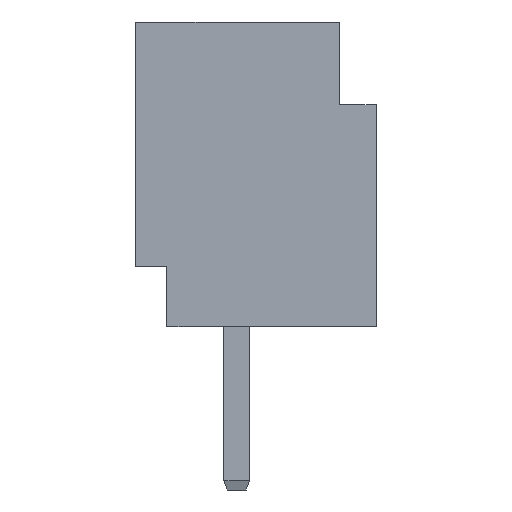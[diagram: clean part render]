
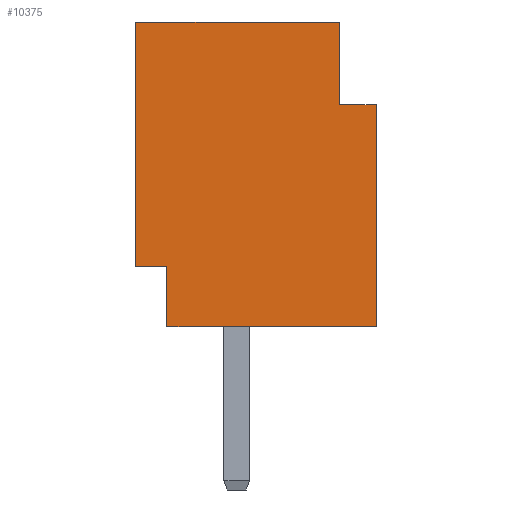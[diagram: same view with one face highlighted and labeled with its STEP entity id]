
A CAD part, left-side view. The second image highlights one B-rep face of the part: STEP entity #10375.
In plain terms, the highlighted planar face has unit normal (-1, 0, 0).
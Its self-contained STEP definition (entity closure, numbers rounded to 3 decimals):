
#479=ORIENTED_EDGE('',*,*,#2473,.T.);
#480=ORIENTED_EDGE('',*,*,#2559,.T.);
#481=ORIENTED_EDGE('',*,*,#2577,.T.);
#482=ORIENTED_EDGE('',*,*,#2578,.F.);
#483=ORIENTED_EDGE('',*,*,#2462,.F.);
#484=ORIENTED_EDGE('',*,*,#2570,.F.);
#485=ORIENTED_EDGE('',*,*,#2579,.F.);
#486=ORIENTED_EDGE('',*,*,#2580,.T.);
#2462=EDGE_CURVE('',#3516,#3517,#4184,.T.);
#2473=EDGE_CURVE('',#3527,#3526,#4195,.T.);
#2559=EDGE_CURVE('',#3526,#3608,#4281,.T.);
#2570=EDGE_CURVE('',#3616,#3516,#4292,.T.);
#2577=EDGE_CURVE('',#3608,#3621,#4299,.T.);
#2578=EDGE_CURVE('',#3517,#3621,#4300,.T.);
#2579=EDGE_CURVE('',#3622,#3616,#4301,.T.);
#2580=EDGE_CURVE('',#3622,#3527,#4302,.T.);
#3516=VERTEX_POINT('',#12909);
#3517=VERTEX_POINT('',#12911);
#3526=VERTEX_POINT('',#12932);
#3527=VERTEX_POINT('',#12934);
#3608=VERTEX_POINT('',#13103);
#3616=VERTEX_POINT('',#13125);
#3621=VERTEX_POINT('',#13140);
#3622=VERTEX_POINT('',#13143);
#4184=LINE('',#12910,#4974);
#4195=LINE('',#12933,#4985);
#4281=LINE('',#13104,#5071);
#4292=LINE('',#13126,#5082);
#4299=LINE('',#13139,#5089);
#4300=LINE('',#13141,#5090);
#4301=LINE('',#13142,#5091);
#4302=LINE('',#13144,#5092);
#4974=VECTOR('',#11276,1000.);
#4985=VECTOR('',#11291,1000.);
#5071=VECTOR('',#11383,1000.);
#5082=VECTOR('',#11400,1000.);
#5089=VECTOR('',#11411,1000.);
#5090=VECTOR('',#11412,1000.);
#5091=VECTOR('',#11413,1000.);
#5092=VECTOR('',#11414,1000.);
#5779=EDGE_LOOP('',(#479,#480,#481,#482,#483,#484,#485,#486));
#6279=FACE_BOUND('',#5779,.T.);
#6765=PLANE('',#10856);
#10375=ADVANCED_FACE('',(#6279),#6765,.T.);
#10856=AXIS2_PLACEMENT_3D('',#13138,#11409,#11410);
#11276=DIRECTION('',(0.,0.,-1.));
#11291=DIRECTION('',(0.,0.,-1.));
#11383=DIRECTION('',(0.,-1.,0.));
#11400=DIRECTION('',(0.,-1.,0.));
#11409=DIRECTION('',(-1.,0.,0.));
#11410=DIRECTION('',(0.,0.,1.));
#11411=DIRECTION('',(0.,0.,-1.));
#11412=DIRECTION('',(0.,1.,0.));
#11413=DIRECTION('',(0.,0.,-1.));
#11414=DIRECTION('',(0.,1.,0.));
#12909=CARTESIAN_POINT('',(-9.623,-1.93,3.073));
#12910=CARTESIAN_POINT('',(-9.623,-1.93,1.27));
#12911=CARTESIAN_POINT('',(-9.623,-1.93,0.));
#12932=CARTESIAN_POINT('',(-9.623,1.397,0.838));
#12933=CARTESIAN_POINT('',(-9.623,1.397,1.27));
#12934=CARTESIAN_POINT('',(-9.623,1.397,4.216));
#13103=CARTESIAN_POINT('',(-9.623,0.965,0.838));
#13104=CARTESIAN_POINT('',(-9.623,1.397,0.838));
#13125=CARTESIAN_POINT('',(-9.623,-1.422,3.073));
#13126=CARTESIAN_POINT('',(-9.623,-1.422,3.073));
#13138=CARTESIAN_POINT('',(-9.623,-1.93,1.27));
#13139=CARTESIAN_POINT('',(-9.623,0.965,0.838));
#13140=CARTESIAN_POINT('',(-9.623,0.965,0.));
#13141=CARTESIAN_POINT('',(-9.623,-1.93,0.));
#13142=CARTESIAN_POINT('',(-9.623,-1.422,4.216));
#13143=CARTESIAN_POINT('',(-9.623,-1.422,4.216));
#13144=CARTESIAN_POINT('',(-9.623,-1.93,4.216));
